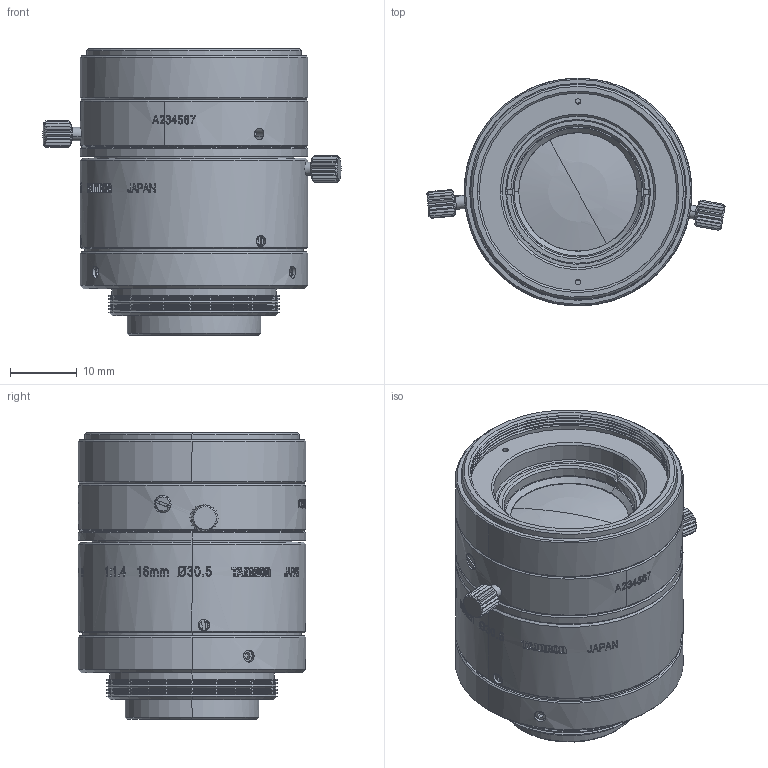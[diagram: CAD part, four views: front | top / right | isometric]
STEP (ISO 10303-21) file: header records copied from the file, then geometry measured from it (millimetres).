
FILE_DESCRIPTION(('CATIA V5 STEP Exchange'),'2;1');
FILE_NAME('PB020A0-070-PB020A0(23FM16SP).stp','2024-09-30T08:59:04+00:00',('none'),('none'),'CATIA Version 5-6 Release 2017 SP5 HF45','CATIA V5 STEP AP203','none');
FILE_SCHEMA(('CONFIG_CONTROL_DESIGN'));
Products named in the file (1): PB020A0-070-PB020A0外観3Dデータ
Bounding box: 44.52 x 34 x 42.79 mm (x, y, z)
Volume: 22772.6 mm3; surface area: 21486.2 mm2
Topology: 1 solids, 6 shells, 1589 faces, 4317 edges, 2881 vertices
Faces by surface type: bspline 617, plane 481, cylinder 294, cone 187, sphere 6, torus 4
Entity records: 63271 total; most frequent: CARTESIAN_POINT 31138, ORIENTED_EDGE 8626, EDGE_CURVE 4313, DIRECTION 3110, VERTEX_POINT 2881, B_SPLINE_CURVE_WITH_KNOTS 2271, EDGE_LOOP 1758, ADVANCED_FACE 1589
